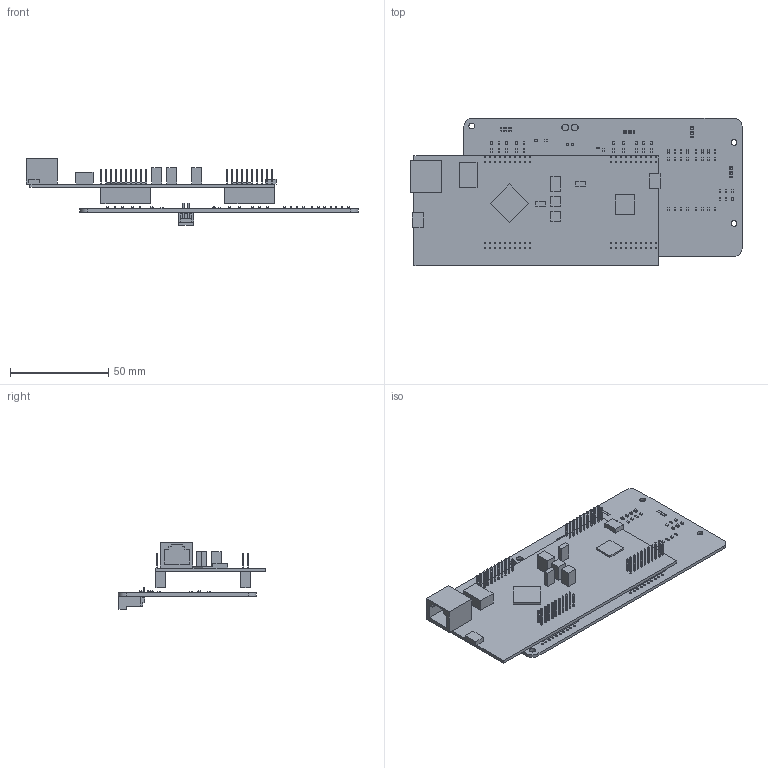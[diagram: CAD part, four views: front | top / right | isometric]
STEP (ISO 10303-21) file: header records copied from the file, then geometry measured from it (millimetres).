
FILE_DESCRIPTION(('KiCad electronic assembly'),'2;1');
FILE_NAME('Tiva_Breakout_Step_Rev1.step','2020-01-20T18:36:23',( 'An Author'),('A Company'),'Open CASCADE STEP processor 6.9', 'KiCad to STEP converter','Unknown');
FILE_SCHEMA(('AUTOMOTIVE_DESIGN { 1 0 10303 214 1 1 1 1 }'));
Length unit declared in the file: millimetre
Products named in the file (10): Open CASCADE STEP translator 6.9 1; TM4C129_Launchpad; SOLID; R_0603_1608Metric; LED_0603_1608Metric; Molex_SL_02_Horizontal; COMPOUND
Assembly tree (61 placements, depth 3):
  Open CASCADE STEP translator 6.9 1
    TM4C129_Launchpad
      SOLID
    R_0603_1608Metric  x31
      SOLID
    LED_0603_1608Metric  x23
      SOLID
    Molex_SL_02_Horizontal
      SOLID
    COMPOUND
Bounding box: 168.85 x 75.08 x 34 mm (x, y, z)
Volume: 35939.6 mm3; surface area: 42712.6 mm2
Topology: 57 solids, 57 shells, 2638 faces, 6901 edges, 4495 vertices
Faces by surface type: plane 2074, cylinder 564
Full cylindrical faces by diameter (mm): 0.5 x40, 0.9 x2, 1 x80, 2.946 x4, 3.45 x2
Entity records: 53327 total; most frequent: CARTESIAN_POINT 8004, DIRECTION 7725, LINE 5213, VECTOR 5213, ORIENTED_EDGE 3870, PCURVE 3870, DEFINITIONAL_REPRESENTATION 3870, EDGE_CURVE 1935
